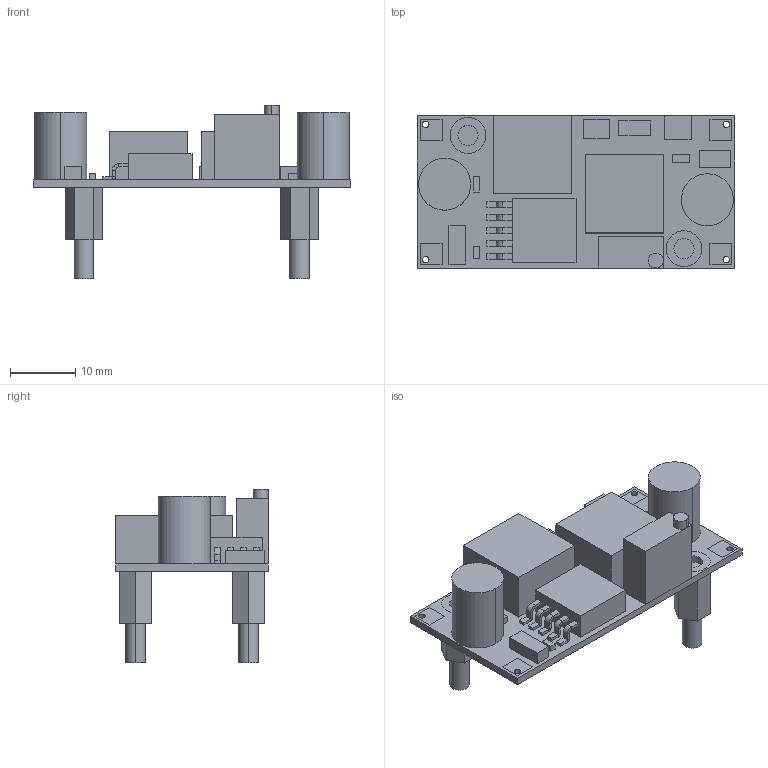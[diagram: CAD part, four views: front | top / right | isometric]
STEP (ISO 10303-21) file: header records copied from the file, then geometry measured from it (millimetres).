
FILE_DESCRIPTION(('FreeCAD Model'),'2;1');
FILE_NAME('Open CASCADE Shape Model','2021-05-14T02:51:09',( 'kicad StepUp'),('ksu MCAD'),'Open CASCADE STEP processor 7.4', 'FreeCAD','Unknown');
FILE_SCHEMA(('AUTOMOTIVE_DESIGN { 1 0 10303 214 1 1 1 1 }'));
Length unit declared in the file: millimetre
Products named in the file (1): LM2611_cp013_sp
Bounding box: 48.8 x 23.4 x 26.72 mm (x, y, z)
Volume: 6005.8 mm3; surface area: 4875.5 mm2
Topology: 3 solids, 3 shells, 222 faces, 524 edges, 333 vertices
Faces by surface type: plane 180, cylinder 42
Entity records: 7912 total; most frequent: CARTESIAN_POINT 1080, DIRECTION 1063, ORIENTED_EDGE 1048, EDGE_CURVE 524, LINE 431, VECTOR 431, VERTEX_POINT 333, AXIS2_PLACEMENT_3D 316
